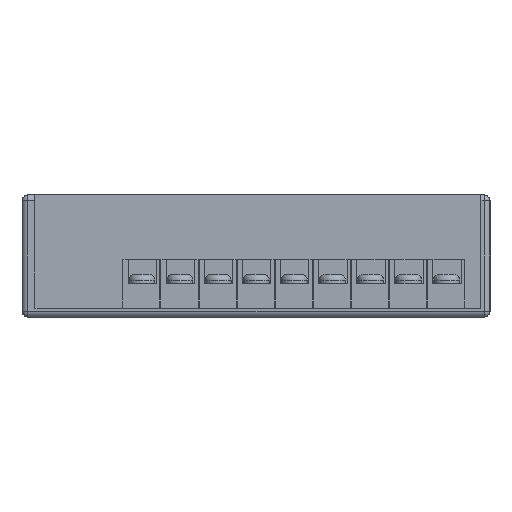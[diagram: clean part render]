
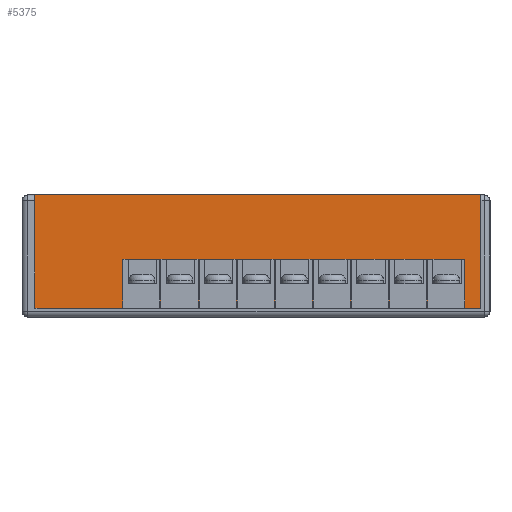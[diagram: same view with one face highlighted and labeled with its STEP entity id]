
A CAD part, left-side view. The second image highlights one B-rep face of the part: STEP entity #5375.
In plain terms, the highlighted planar face has unit normal (-1, 0, 0).
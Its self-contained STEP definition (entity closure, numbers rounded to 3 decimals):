
#233=LINE('',#7440,#582);
#357=LINE('',#7959,#706);
#358=LINE('',#7961,#707);
#359=LINE('',#7963,#708);
#582=VECTOR('',#6269,1000.);
#706=VECTOR('',#6859,1000.);
#707=VECTOR('',#6862,1000.);
#708=VECTOR('',#6863,1000.);
#1744=ORIENTED_EDGE('',*,*,#2078,.F.);
#1745=ORIENTED_EDGE('',*,*,#2330,.F.);
#1746=ORIENTED_EDGE('',*,*,#2331,.T.);
#1747=ORIENTED_EDGE('',*,*,#2332,.T.);
#2078=EDGE_CURVE('',#2527,#2528,#233,.T.);
#2330=EDGE_CURVE('',#2689,#2527,#357,.T.);
#2331=EDGE_CURVE('',#2689,#2690,#358,.T.);
#2332=EDGE_CURVE('',#2690,#2528,#359,.T.);
#2527=VERTEX_POINT('',#7439);
#2528=VERTEX_POINT('',#7441);
#2689=VERTEX_POINT('',#7958);
#2690=VERTEX_POINT('',#7962);
#3124=EDGE_LOOP('',(#1744,#1745,#1746,#1747));
#3411=FACE_BOUND('',#3124,.T.);
#3561=PLANE('',#5767);
#5375=ADVANCED_FACE('',(#3411),#3561,.T.);
#5767=AXIS2_PLACEMENT_3D('',#7960,#6860,#6861);
#6269=DIRECTION('',(0.,-1.,0.));
#6859=DIRECTION('',(0.,0.,1.));
#6860=DIRECTION('',(-1.,0.,0.));
#6861=DIRECTION('',(0.,-1.,0.));
#6862=DIRECTION('',(0.,-1.,0.));
#6863=DIRECTION('',(0.,0.,1.));
#7439=CARTESIAN_POINT('',(18.874,54.306,0.));
#7440=CARTESIAN_POINT('',(18.874,54.306,0.));
#7441=CARTESIAN_POINT('',(18.874,-55.282,0.));
#7958=CARTESIAN_POINT('',(18.874,54.306,-27.811));
#7959=CARTESIAN_POINT('',(18.874,54.306,-27.811));
#7960=CARTESIAN_POINT('',(18.874,54.306,-27.811));
#7961=CARTESIAN_POINT('',(18.874,54.306,-27.811));
#7962=CARTESIAN_POINT('',(18.874,-55.282,-27.811));
#7963=CARTESIAN_POINT('',(18.874,-55.282,-27.811));
